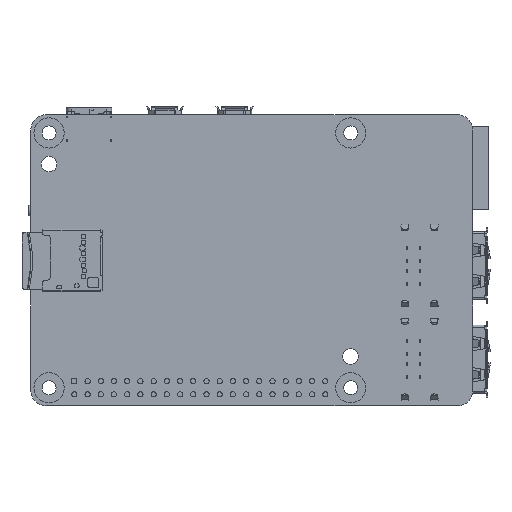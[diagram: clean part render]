
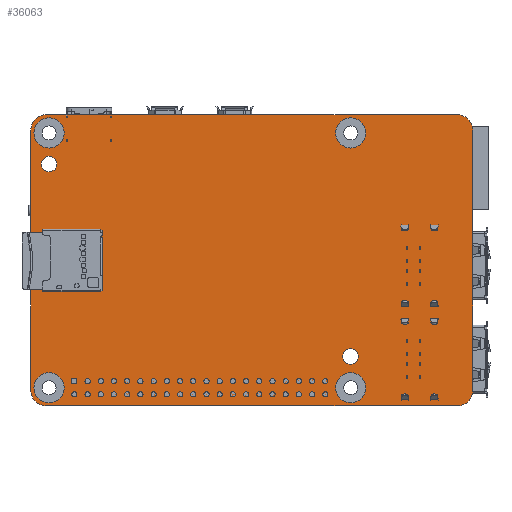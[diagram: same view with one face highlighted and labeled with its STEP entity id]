
A CAD part, front view. The second image highlights one B-rep face of the part: STEP entity #36063.
In plain terms, the highlighted planar face has unit normal (0, -1, 0).
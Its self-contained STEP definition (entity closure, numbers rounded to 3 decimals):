
#292=FACE_BOUND('',#4110,.T.);
#293=FACE_BOUND('',#4111,.T.);
#294=FACE_BOUND('',#4112,.T.);
#295=FACE_BOUND('',#4113,.T.);
#296=FACE_BOUND('',#4114,.T.);
#297=FACE_BOUND('',#4115,.T.);
#1034=CIRCLE('',#38267,1.5);
#1036=CIRCLE('',#38270,1.5);
#1038=CIRCLE('',#38273,3.);
#1039=CIRCLE('',#38274,3.);
#1040=CIRCLE('',#38275,3.);
#1041=CIRCLE('',#38276,3.);
#1042=CIRCLE('',#38277,2.9);
#1043=CIRCLE('',#38278,2.9);
#1044=CIRCLE('',#38279,2.9);
#1045=CIRCLE('',#38280,2.9);
#2102=FACE_OUTER_BOUND('',#4109,.T.);
#4109=EDGE_LOOP('',(#23923,#23924,#23925,#23926,#23927,#23928,#23929,#23930));
#4110=EDGE_LOOP('',(#23931));
#4111=EDGE_LOOP('',(#23932));
#4112=EDGE_LOOP('',(#23933));
#4113=EDGE_LOOP('',(#23934));
#4114=EDGE_LOOP('',(#23935));
#4115=EDGE_LOOP('',(#23936));
#6338=LINE('',#52147,#10596);
#6339=LINE('',#52151,#10597);
#6340=LINE('',#52155,#10598);
#6341=LINE('',#52159,#10599);
#10596=VECTOR('',#41560,1000.);
#10597=VECTOR('',#41563,1000.);
#10598=VECTOR('',#41566,1000.);
#10599=VECTOR('',#41569,1000.);
#14834=VERTEX_POINT('',#52133);
#14836=VERTEX_POINT('',#52139);
#14838=VERTEX_POINT('',#52145);
#14839=VERTEX_POINT('',#52146);
#14840=VERTEX_POINT('',#52148);
#14841=VERTEX_POINT('',#52150);
#14842=VERTEX_POINT('',#52152);
#14843=VERTEX_POINT('',#52154);
#14844=VERTEX_POINT('',#52156);
#14845=VERTEX_POINT('',#52158);
#14846=VERTEX_POINT('',#52161);
#14847=VERTEX_POINT('',#52163);
#14848=VERTEX_POINT('',#52165);
#14849=VERTEX_POINT('',#52167);
#18425=EDGE_CURVE('',#14834,#14834,#1034,.T.);
#18428=EDGE_CURVE('',#14836,#14836,#1036,.T.);
#18431=EDGE_CURVE('',#14838,#14839,#6338,.T.);
#18432=EDGE_CURVE('',#14838,#14840,#1038,.T.);
#18433=EDGE_CURVE('',#14841,#14840,#6339,.T.);
#18434=EDGE_CURVE('',#14841,#14842,#1039,.T.);
#18435=EDGE_CURVE('',#14843,#14842,#6340,.T.);
#18436=EDGE_CURVE('',#14843,#14844,#1040,.T.);
#18437=EDGE_CURVE('',#14845,#14844,#6341,.T.);
#18438=EDGE_CURVE('',#14845,#14839,#1041,.T.);
#18439=EDGE_CURVE('',#14846,#14846,#1042,.T.);
#18440=EDGE_CURVE('',#14847,#14847,#1043,.T.);
#18441=EDGE_CURVE('',#14848,#14848,#1044,.T.);
#18442=EDGE_CURVE('',#14849,#14849,#1045,.T.);
#23923=ORIENTED_EDGE('',*,*,#18431,.F.);
#23924=ORIENTED_EDGE('',*,*,#18432,.T.);
#23925=ORIENTED_EDGE('',*,*,#18433,.F.);
#23926=ORIENTED_EDGE('',*,*,#18434,.T.);
#23927=ORIENTED_EDGE('',*,*,#18435,.F.);
#23928=ORIENTED_EDGE('',*,*,#18436,.T.);
#23929=ORIENTED_EDGE('',*,*,#18437,.F.);
#23930=ORIENTED_EDGE('',*,*,#18438,.T.);
#23931=ORIENTED_EDGE('',*,*,#18439,.F.);
#23932=ORIENTED_EDGE('',*,*,#18440,.F.);
#23933=ORIENTED_EDGE('',*,*,#18441,.F.);
#23934=ORIENTED_EDGE('',*,*,#18442,.F.);
#23935=ORIENTED_EDGE('',*,*,#18425,.T.);
#23936=ORIENTED_EDGE('',*,*,#18428,.T.);
#34615=PLANE('',#38272);
#36063=ADVANCED_FACE('',(#2102,#292,#293,#294,#295,#296,#297),#34615,.F.);
#38267=AXIS2_PLACEMENT_3D('',#52134,#41546,#41547);
#38270=AXIS2_PLACEMENT_3D('',#52140,#41553,#41554);
#38272=AXIS2_PLACEMENT_3D('',#52144,#41558,#41559);
#38273=AXIS2_PLACEMENT_3D('',#52149,#41561,#41562);
#38274=AXIS2_PLACEMENT_3D('',#52153,#41564,#41565);
#38275=AXIS2_PLACEMENT_3D('',#52157,#41567,#41568);
#38276=AXIS2_PLACEMENT_3D('',#52160,#41570,#41571);
#38277=AXIS2_PLACEMENT_3D('',#52162,#41572,#41573);
#38278=AXIS2_PLACEMENT_3D('',#52164,#41574,#41575);
#38279=AXIS2_PLACEMENT_3D('',#52166,#41576,#41577);
#38280=AXIS2_PLACEMENT_3D('',#52168,#41578,#41579);
#41546=DIRECTION('center_axis',(0.,1.,0.));
#41547=DIRECTION('ref_axis',(0.,0.,1.));
#41553=DIRECTION('center_axis',(0.,1.,0.));
#41554=DIRECTION('ref_axis',(0.,0.,1.));
#41558=DIRECTION('center_axis',(0.,1.,0.));
#41559=DIRECTION('ref_axis',(1.,0.,0.));
#41560=DIRECTION('',(0.,0.,1.));
#41561=DIRECTION('center_axis',(0.,-1.,0.));
#41562=DIRECTION('ref_axis',(0.,0.,1.));
#41563=DIRECTION('',(-1.,0.,0.));
#41564=DIRECTION('center_axis',(0.,-1.,0.));
#41565=DIRECTION('ref_axis',(0.,0.,1.));
#41566=DIRECTION('',(0.,0.,-1.));
#41567=DIRECTION('center_axis',(0.,-1.,0.));
#41568=DIRECTION('ref_axis',(0.,0.,1.));
#41569=DIRECTION('',(1.,0.,0.));
#41570=DIRECTION('center_axis',(0.,-1.,0.));
#41571=DIRECTION('ref_axis',(0.,0.,1.));
#41572=DIRECTION('center_axis',(0.,-1.,0.));
#41573=DIRECTION('ref_axis',(0.,0.,1.));
#41574=DIRECTION('center_axis',(0.,-1.,0.));
#41575=DIRECTION('ref_axis',(0.,0.,1.));
#41576=DIRECTION('center_axis',(0.,-1.,0.));
#41577=DIRECTION('ref_axis',(0.,0.,1.));
#41578=DIRECTION('center_axis',(0.,-1.,0.));
#41579=DIRECTION('ref_axis',(0.,0.,1.));
#52133=CARTESIAN_POINT('',(-19.,0.1,17.));
#52134=CARTESIAN_POINT('Origin',(-19.,0.1,18.5));
#52139=CARTESIAN_POINT('',(39.,0.1,-20.));
#52140=CARTESIAN_POINT('Origin',(39.,0.1,-18.5));
#52144=CARTESIAN_POINT('Origin',(0.,0.1,0.));
#52145=CARTESIAN_POINT('',(-42.5,0.1,-25.));
#52146=CARTESIAN_POINT('',(-42.5,0.1,25.));
#52147=CARTESIAN_POINT('',(-42.5,0.1,-28.));
#52148=CARTESIAN_POINT('',(-39.5,0.1,-28.));
#52149=CARTESIAN_POINT('Origin',(-39.5,0.1,-25.));
#52150=CARTESIAN_POINT('',(39.5,0.1,-28.));
#52151=CARTESIAN_POINT('',(-42.5,0.1,-28.));
#52152=CARTESIAN_POINT('',(42.5,0.1,-25.));
#52153=CARTESIAN_POINT('Origin',(39.5,0.1,-25.));
#52154=CARTESIAN_POINT('',(42.5,0.1,25.));
#52155=CARTESIAN_POINT('',(42.5,0.1,-28.));
#52156=CARTESIAN_POINT('',(39.5,0.1,28.));
#52157=CARTESIAN_POINT('Origin',(39.5,0.1,25.));
#52158=CARTESIAN_POINT('',(-39.5,0.1,28.));
#52159=CARTESIAN_POINT('',(-42.5,0.1,28.));
#52160=CARTESIAN_POINT('Origin',(-39.5,0.1,25.));
#52161=CARTESIAN_POINT('',(39.,0.1,-27.4));
#52162=CARTESIAN_POINT('Origin',(39.,0.1,-24.5));
#52163=CARTESIAN_POINT('',(-19.,0.1,21.6));
#52164=CARTESIAN_POINT('Origin',(-19.,0.1,24.5));
#52165=CARTESIAN_POINT('',(39.,0.1,21.6));
#52166=CARTESIAN_POINT('Origin',(39.,0.1,24.5));
#52167=CARTESIAN_POINT('',(-19.,0.1,-27.4));
#52168=CARTESIAN_POINT('Origin',(-19.,0.1,-24.5));
